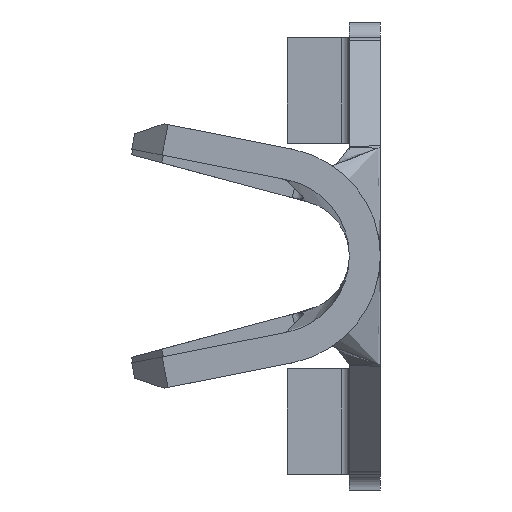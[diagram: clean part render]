
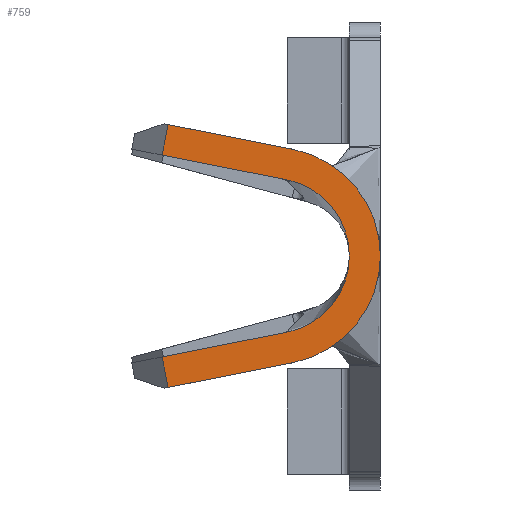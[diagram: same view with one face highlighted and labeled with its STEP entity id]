
A CAD part, left-side view. The second image highlights one B-rep face of the part: STEP entity #759.
In plain terms, the highlighted planar face has unit normal (-1, 0, 0).
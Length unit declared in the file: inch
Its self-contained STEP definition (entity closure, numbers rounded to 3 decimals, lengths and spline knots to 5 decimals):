
#268 = DIRECTION ( 'NONE',  ( 1., 0., 0. ) ) ;
#395 = CARTESIAN_POINT ( 'NONE',  ( -0.467, 0.06032, 0.04905 ) ) ;
#428 = CARTESIAN_POINT ( 'NONE',  ( -0.467, 0.06032, -0.04905 ) ) ;
#759 = ADVANCED_FACE ( 'NONE', ( #5286 ), #1888, .T. ) ;
#821 = DIRECTION ( 'NONE',  ( 0., 0.981, 0.194 ) ) ;
#860 = VERTEX_POINT ( 'NONE', #2665 ) ;
#903 = VERTEX_POINT ( 'NONE', #951 ) ;
#951 = CARTESIAN_POINT ( 'NONE',  ( -0.467, 0.1365, -0.08448 ) ) ;
#987 = EDGE_CURVE ( 'NONE', #6725, #903, #4486, .T. ) ;
#1032 = CARTESIAN_POINT ( 'NONE',  ( -0.467, 0.05644, -0.06867 ) ) ;
#1317 = DIRECTION ( 'NONE',  ( 0., -0.981, -0.194 ) ) ;
#1336 = DIRECTION ( 'NONE',  ( 0., 0., 1. ) ) ;
#1503 = VECTOR ( 'NONE', #1646, 39.37008 ) ;
#1518 = EDGE_CURVE ( 'NONE', #6074, #3858, #2304, .T. ) ;
#1530 = DIRECTION ( 'NONE',  ( 0., 0., 1. ) ) ;
#1646 = DIRECTION ( 'NONE',  ( 0., -0.194, -0.981 ) ) ;
#1845 = VECTOR ( 'NONE', #4477, 39.37008 ) ;
#1874 = EDGE_CURVE ( 'NONE', #903, #860, #4418, .T. ) ;
#1888 = PLANE ( 'NONE',  #1980 ) ;
#1980 = AXIS2_PLACEMENT_3D ( 'NONE', #4171, #6423, #1336 ) ;
#2186 = CARTESIAN_POINT ( 'NONE',  ( -0.467, 0.14038, 0.06486 ) ) ;
#2304 = CIRCLE ( 'NONE', #7180, 0.05 ) ;
#2524 = DIRECTION ( 'NONE',  ( 0., 0., 1. ) ) ;
#2537 = VERTEX_POINT ( 'NONE', #7123 ) ;
#2557 = EDGE_CURVE ( 'NONE', #860, #2537, #2924, .T. ) ;
#2617 = LINE ( 'NONE', #4891, #6615 ) ;
#2665 = CARTESIAN_POINT ( 'NONE',  ( -0.467, 0.05644, -0.06867 ) ) ;
#2690 = EDGE_CURVE ( 'NONE', #6830, #4121, #7264, .T. ) ;
#2924 = CIRCLE ( 'NONE', #5420, 0.07 ) ;
#3180 = VECTOR ( 'NONE', #3302, 39.37008 ) ;
#3302 = DIRECTION ( 'NONE',  ( 0., -0.981, 0.194 ) ) ;
#3524 = ORIENTED_EDGE ( 'NONE', *, *, #1518, .T. ) ;
#3576 = CARTESIAN_POINT ( 'NONE',  ( -0.467, 0.14038, 0.06486 ) ) ;
#3595 = CARTESIAN_POINT ( 'NONE',  ( -0.467, 0.1365, 0.08448 ) ) ;
#3645 = LINE ( 'NONE', #5910, #5792 ) ;
#3804 = CARTESIAN_POINT ( 'NONE',  ( -0.467, 0.14038, -0.06486 ) ) ;
#3858 = VERTEX_POINT ( 'NONE', #428 ) ;
#4094 = ORIENTED_EDGE ( 'NONE', *, *, #6958, .T. ) ;
#4121 = VERTEX_POINT ( 'NONE', #3576 ) ;
#4152 = LINE ( 'NONE', #6403, #6612 ) ;
#4171 = CARTESIAN_POINT ( 'NONE',  ( -0.467, 0.07, 0. ) ) ;
#4370 = CARTESIAN_POINT ( 'NONE',  ( -0.467, 0.07, 0. ) ) ;
#4418 = LINE ( 'NONE', #1032, #3180 ) ;
#4421 = ORIENTED_EDGE ( 'NONE', *, *, #1874, .T. ) ;
#4477 = DIRECTION ( 'NONE',  ( 0., 0.194, -0.981 ) ) ;
#4486 = LINE ( 'NONE', #6728, #1503 ) ;
#4891 = CARTESIAN_POINT ( 'NONE',  ( -0.467, 0.06032, -0.04905 ) ) ;
#4971 = ORIENTED_EDGE ( 'NONE', *, *, #6011, .T. ) ;
#5286 = FACE_OUTER_BOUND ( 'NONE', #6098, .T. ) ;
#5365 = CARTESIAN_POINT ( 'NONE',  ( -0.467, 0.07, 0. ) ) ;
#5420 = AXIS2_PLACEMENT_3D ( 'NONE', #4370, #6618, #1530 ) ;
#5750 = ORIENTED_EDGE ( 'NONE', *, *, #2690, .T. ) ;
#5792 = VECTOR ( 'NONE', #821, 39.37008 ) ;
#5910 = CARTESIAN_POINT ( 'NONE',  ( -0.467, 0.05644, 0.06867 ) ) ;
#6011 = EDGE_CURVE ( 'NONE', #2537, #6830, #3645, .T. ) ;
#6074 = VERTEX_POINT ( 'NONE', #395 ) ;
#6098 = EDGE_LOOP ( 'NONE', ( #4971, #5750, #6732, #3524, #4094, #7140, #4421, #7302 ) ) ;
#6313 = EDGE_CURVE ( 'NONE', #4121, #6074, #4152, .T. ) ;
#6403 = CARTESIAN_POINT ( 'NONE',  ( -0.467, 0.06032, 0.04905 ) ) ;
#6423 = DIRECTION ( 'NONE',  ( -1., 0., 0. ) ) ;
#6612 = VECTOR ( 'NONE', #1317, 39.37008 ) ;
#6615 = VECTOR ( 'NONE', #7125, 39.37008 ) ;
#6618 = DIRECTION ( 'NONE',  ( -1., 0., 0. ) ) ;
#6725 = VERTEX_POINT ( 'NONE', #3804 ) ;
#6728 = CARTESIAN_POINT ( 'NONE',  ( -0.467, 0.13844, -0.07467 ) ) ;
#6732 = ORIENTED_EDGE ( 'NONE', *, *, #6313, .T. ) ;
#6830 = VERTEX_POINT ( 'NONE', #3595 ) ;
#6958 = EDGE_CURVE ( 'NONE', #3858, #6725, #2617, .T. ) ;
#7123 = CARTESIAN_POINT ( 'NONE',  ( -0.467, 0.05644, 0.06867 ) ) ;
#7125 = DIRECTION ( 'NONE',  ( 0., 0.981, -0.194 ) ) ;
#7140 = ORIENTED_EDGE ( 'NONE', *, *, #987, .T. ) ;
#7180 = AXIS2_PLACEMENT_3D ( 'NONE', #5365, #268, #2524 ) ;
#7264 = LINE ( 'NONE', #2186, #1845 ) ;
#7302 = ORIENTED_EDGE ( 'NONE', *, *, #2557, .T. ) ;
